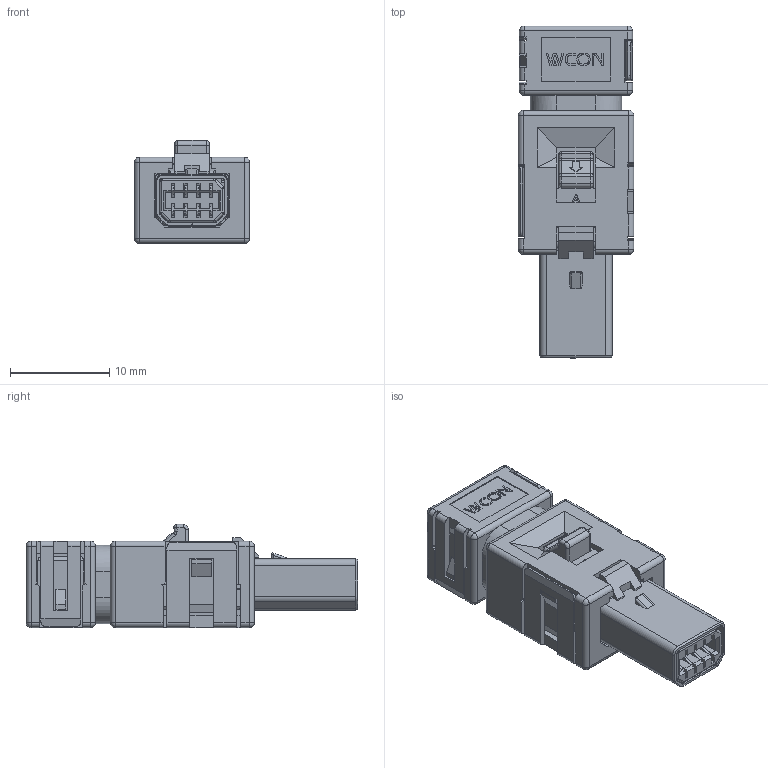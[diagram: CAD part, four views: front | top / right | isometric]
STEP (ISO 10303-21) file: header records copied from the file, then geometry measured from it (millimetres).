
FILE_DESCRIPTION( ('This file contains a STEP AP42 implementation' ,'as created by ZW3D STEP Interface translator.') ,'2;1' );
FILE_NAME( '6362-08MUISXMCBA1.stp' ,'231023.1425 3', (''), ('ZWCAD Software Co.'), 'Version 1.0', 'ZW3D to STEP translator', '' );
FILE_SCHEMA(('AUTOMOTIVE_DESIGN { 1 0 10303 214 1 1 1 1 }'));
Length unit declared in the file: millimetre
Products named in the file (2): 0; 6362-08MUIS4MCBA1
Bounding box: 11.62 x 33.44 x 10.4 mm (x, y, z)
Volume: 1570.1 mm3; surface area: 4504.2 mm2
Topology: 1 solids, 1 shells, 2605 faces, 7451 edges, 4808 vertices
Faces by surface type: plane 1987, cylinder 440, bspline 135, sphere 28, torus 9, cone 6
Full cylindrical faces by diameter (mm): 0.6 x8, 7.1 x1
Entity records: 95339 total; most frequent: CARTESIAN_POINT 25137, ORIENTED_EDGE 14904, DIRECTION 12907, EDGE_CURVE 7450, VECTOR 6135, LINE 6135, VERTEX_POINT 4808, AXIS2_PLACEMENT_3D 3386
